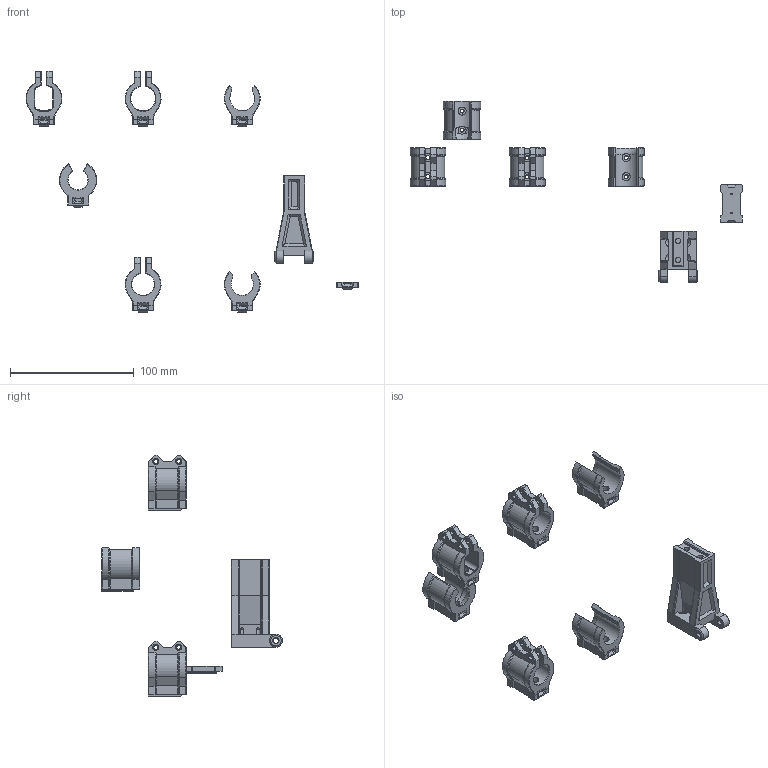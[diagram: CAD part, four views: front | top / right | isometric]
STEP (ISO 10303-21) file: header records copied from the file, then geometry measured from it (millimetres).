
FILE_DESCRIPTION(/* description */ ('STEP AP242','CAx-IF Rec.Pracs.---Representation and Presentation of Product Manufacturing Information (PMI)---4.0---2014-10-13','CAx-IF Rec.Pracs.---3D Tessellated Geometry---0.4---2014-09-14','2;1'),/* implementation_level */ '2;1');
FILE_NAME(/* name */ '66104bfddfc9423fbfbd1e12',/* time_stamp */ '2024-04-05T19:07:43Z',/* author */ (''),/* organization */ (''),/* preprocessor_version */ 'ST-DEVELOPER v19.4',/* originating_system */ ' ',/* authorisation */ ' ');
FILE_SCHEMA (('AP242_MANAGED_MODEL_BASED_3D_ENGINEERING_MIM_LF { 1 0 10303 442 1 1 4 }'));
Length unit declared in the file: metre
Products named in the file (9): Assembly 1; Base; Adapter_Fastened_20mm; Adapter_Fastened_Pinecil; Adapter_Fastened_18mm; AdapterWithHoles; Adapter_Cheap_Iron; Adapter_SnapIn_20mm; Adapter_SnapIn_18mm
Assembly tree (8 placements, depth 2):
  Assembly 1
    Base
    Adapter_Fastened_20mm
    Adapter_Fastened_Pinecil
    Adapter_Fastened_18mm
    AdapterWithHoles
    Adapter_Cheap_Iron
    Adapter_SnapIn_20mm
    Adapter_SnapIn_18mm
Bounding box: 267.92 x 146.03 x 195 mm (x, y, z)
Volume: 114940.9 mm3; surface area: 52744.7 mm2
Topology: 8 solids, 8 shells, 1135 faces, 2859 edges, 1769 vertices
Faces by surface type: plane 827, cylinder 169, cone 127, bspline 6, sphere 4, torus 2
Full cylindrical faces by diameter (mm): 1 x2, 3.2 x12, 4.2 x2, 6 x6, 6.5 x12
Entity records: 33329 total; most frequent: CARTESIAN_POINT 6221, ORIENTED_EDGE 5582, DIRECTION 5442, EDGE_CURVE 2791, LINE 2122, VECTOR 2122, VERTEX_POINT 1745, AXIS2_PLACEMENT_3D 1660
